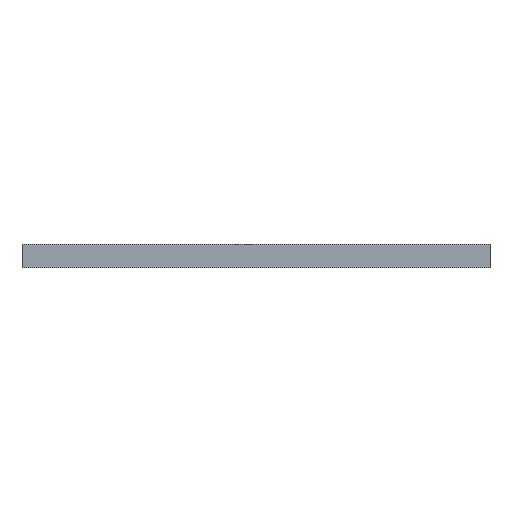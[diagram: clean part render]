
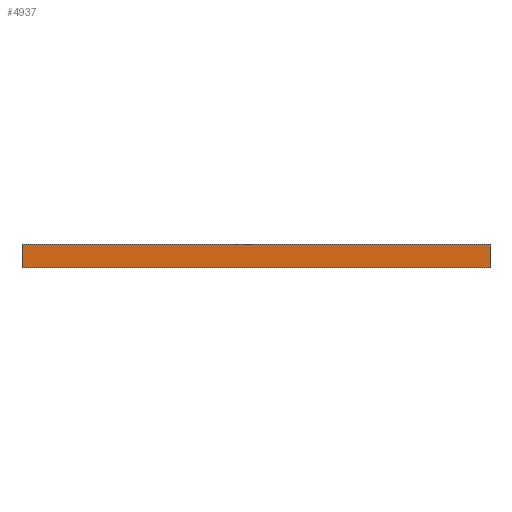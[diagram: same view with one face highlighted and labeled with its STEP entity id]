
A CAD part, front view. The second image highlights one B-rep face of the part: STEP entity #4937.
In plain terms, the highlighted planar face has unit normal (0, -1, 0).
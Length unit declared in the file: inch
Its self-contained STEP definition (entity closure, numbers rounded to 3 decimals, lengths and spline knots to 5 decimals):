
#62 = EDGE_LOOP ( 'NONE', ( #1003, #4126, #2454, #1267 ) ) ;
#265 = CARTESIAN_POINT ( 'NONE',  ( 0.59055, -0.59055, -0.03937 ) ) ;
#902 = PLANE ( 'NONE',  #1894 ) ;
#1003 = ORIENTED_EDGE ( 'NONE', *, *, #4974, .F. ) ;
#1010 = VERTEX_POINT ( 'NONE', #3171 ) ;
#1011 = VECTOR ( 'NONE', #4582, 39.37008 ) ;
#1247 = LINE ( 'NONE', #4290, #2015 ) ;
#1267 = ORIENTED_EDGE ( 'NONE', *, *, #3800, .F. ) ;
#1360 = CARTESIAN_POINT ( 'NONE',  ( -0.59055, -0.59055, -0.03937 ) ) ;
#1440 = CARTESIAN_POINT ( 'NONE',  ( 0.59055, -0.59055, 0.01969 ) ) ;
#1721 = DIRECTION ( 'NONE',  ( 1., 0., 0. ) ) ;
#1801 = DIRECTION ( 'NONE',  ( 0., -1., 0. ) ) ;
#1894 = AXIS2_PLACEMENT_3D ( 'NONE', #2635, #1801, #1721 ) ;
#1933 = EDGE_CURVE ( 'NONE', #4907, #5560, #3403, .T. ) ;
#2015 = VECTOR ( 'NONE', #3413, 39.37008 ) ;
#2355 = VERTEX_POINT ( 'NONE', #5409 ) ;
#2400 = CARTESIAN_POINT ( 'NONE',  ( 0.59055, -0.59055, 0. ) ) ;
#2454 = ORIENTED_EDGE ( 'NONE', *, *, #1933, .T. ) ;
#2635 = CARTESIAN_POINT ( 'NONE',  ( -0.59055, -0.59055, 0. ) ) ;
#2713 = EDGE_CURVE ( 'NONE', #1010, #4907, #5856, .T. ) ;
#3171 = CARTESIAN_POINT ( 'NONE',  ( -0.59055, -0.59055, -0.03937 ) ) ;
#3256 = DIRECTION ( 'NONE',  ( 1., 0., 0. ) ) ;
#3274 = FACE_OUTER_BOUND ( 'NONE', #62, .T. ) ;
#3403 = LINE ( 'NONE', #2400, #3696 ) ;
#3413 = DIRECTION ( 'NONE',  ( 1., 0., 0. ) ) ;
#3696 = VECTOR ( 'NONE', #4131, 39.37008 ) ;
#3800 = EDGE_CURVE ( 'NONE', #2355, #5560, #1247, .T. ) ;
#4012 = CARTESIAN_POINT ( 'NONE',  ( -0.59055, -0.59055, 0. ) ) ;
#4126 = ORIENTED_EDGE ( 'NONE', *, *, #2713, .T. ) ;
#4131 = DIRECTION ( 'NONE',  ( 0., 0., 1. ) ) ;
#4290 = CARTESIAN_POINT ( 'NONE',  ( -0.59055, -0.59055, 0.01969 ) ) ;
#4582 = DIRECTION ( 'NONE',  ( 0., 0., 1. ) ) ;
#4670 = VECTOR ( 'NONE', #3256, 39.37008 ) ;
#4764 = LINE ( 'NONE', #4012, #1011 ) ;
#4907 = VERTEX_POINT ( 'NONE', #265 ) ;
#4937 = ADVANCED_FACE ( 'NONE', ( #3274 ), #902, .T. ) ;
#4974 = EDGE_CURVE ( 'NONE', #1010, #2355, #4764, .T. ) ;
#5409 = CARTESIAN_POINT ( 'NONE',  ( -0.59055, -0.59055, 0.01969 ) ) ;
#5560 = VERTEX_POINT ( 'NONE', #1440 ) ;
#5856 = LINE ( 'NONE', #1360, #4670 ) ;
